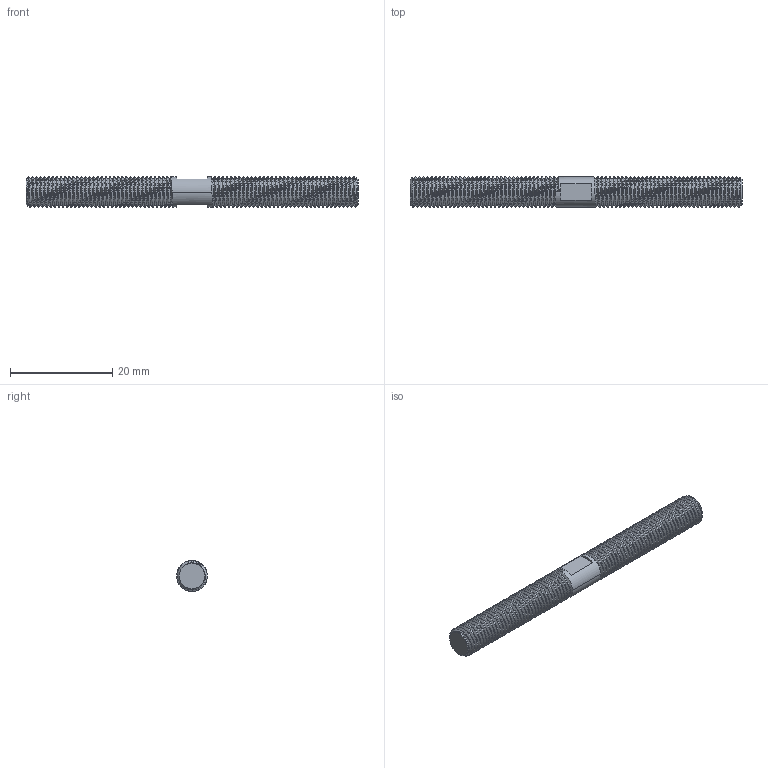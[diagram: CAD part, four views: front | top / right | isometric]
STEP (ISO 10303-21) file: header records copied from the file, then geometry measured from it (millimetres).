
FILE_DESCRIPTION (( 'STEP AP203' ), '1' );
FILE_NAME ('3D_GS5594_M6_188500605.STEP', '2024-09-24T10:13:58', ( '' ), ( '' ), 'SwSTEP 2.0', 'SolidWorks 2024', '' );
FILE_SCHEMA (( 'CONFIG_CONTROL_DESIGN' ));
Length unit declared in the file: millimetre
Products named in the file (1): 3D_GS5594_M6_188500605
Bounding box: 65 x 6 x 6 mm (x, y, z)
Volume: 1577.2 mm3; surface area: 1807.4 mm2
Topology: 1 solids, 1 shells, 162 faces, 474 edges, 316 vertices
Faces by surface type: cylinder 142, plane 10, bspline 6, cone 4
Entity records: 16351 total; most frequent: CARTESIAN_POINT 12897, ORIENTED_EDGE 948, DIRECTION 486, EDGE_CURVE 474, VERTEX_POINT 316, AXIS2_PLACEMENT_3D 165, EDGE_LOOP 164, FACE_OUTER_BOUND 162
